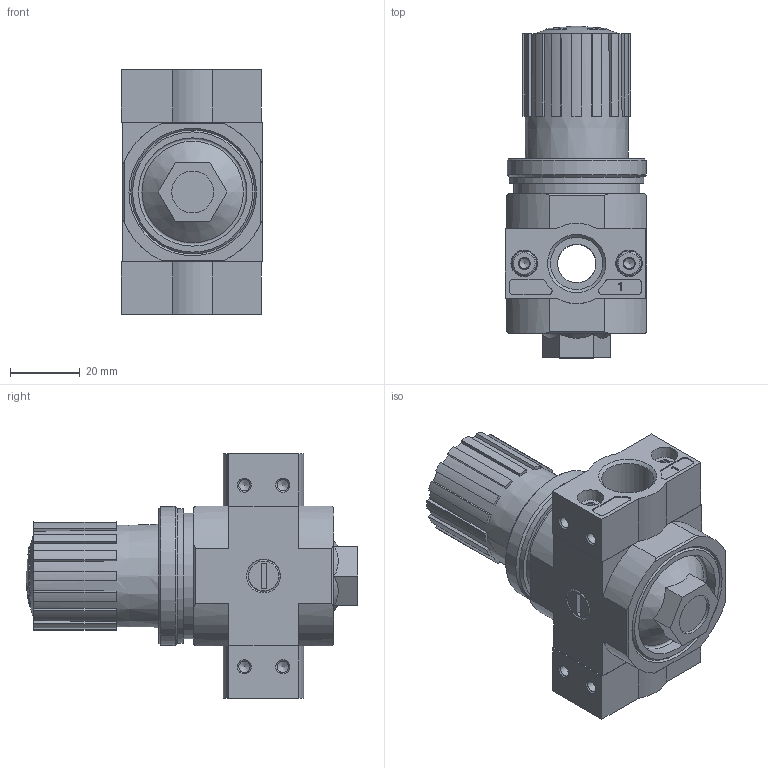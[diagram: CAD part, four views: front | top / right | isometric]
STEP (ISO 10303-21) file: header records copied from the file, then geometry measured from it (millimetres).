
FILE_DESCRIPTION(/* description */ ('STEP AP214'),/* implementation_level */ '2;1');
FILE_NAME(/* name */ '192309_LR-3_8-D-7-O-I-MINI',/* time_stamp */ '2024-09-04T21:48:09+02:00',/* author */ ('License CC BY-ND 4.0'),/* organization */ ('CADENAS'),/* preprocessor_version */ 'ST-DEVELOPER v19.3',/* originating_system */ 'PARTsolutions',/* authorisation */ ' ');
FILE_SCHEMA (('AUTOMOTIVE_DESIGN {1 0 10303 214 3 1 1}'));
Length unit declared in the file: millimetre
Products named in the file (7): 192309 LR-3/8-D-7-O-I-MINI-(0); 395466 LR-...-D-7-I-MINI--(0); 398011 LRVS-D-MINI; 380295 PBL-3/8-D-MINI-R---(0) p1; DIN-912 - M4x16(F); 380293 PBL-3/8-D-MINI-L---(1) p1; 373845 LR-MINI
Assembly tree (10 placements, depth 2):
  192309 LR-3/8-D-7-O-I-MINI-(0)
    395466 LR-...-D-7-I-MINI--(0)
    398011 LRVS-D-MINI
    380295 PBL-3/8-D-MINI-R---(0) p1
    DIN-912 - M4x16(F)  x4
    380293 PBL-3/8-D-MINI-L---(1) p1
    373845 LR-MINI  x2
Bounding box: 40.4 x 95 x 70 mm (x, y, z)
Volume: 110872.5 mm3; surface area: 32415 mm2
Topology: 10 solids, 10 shells, 449 faces, 1048 edges, 656 vertices
Faces by surface type: plane 253, cylinder 101, cone 86, sphere 5, torus 4
Full cylindrical faces by diameter (mm): 3.242 x8, 4 x4, 4.3 x2, 6.9 x2, 7 x4, 8.2 x2, 8.566 x2, 9.728 x2, 11 x2, 11.4 x1, 12 x1, 12.2 x2, 14.95 x2, 15.7 x1, 15.8 x1, 24.9 x1, 26.9 x1, 31 x1, 33.9 x1, 34.376 x1, 36 x1, 38.5 x1, 39.8 x1
Entity records: 11491 total; most frequent: CARTESIAN_POINT 1862, DIRECTION 1786, ORIENTED_EDGE 1526, EDGE_CURVE 763, AXIS2_PLACEMENT_3D 708, VERTEX_POINT 550, FACE_BOUND 495, EDGE_LOOP 486
